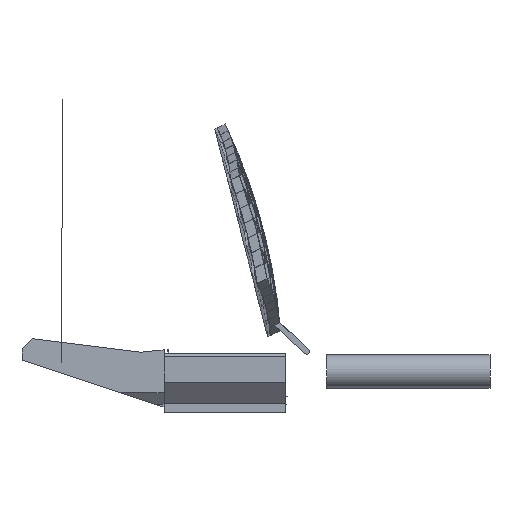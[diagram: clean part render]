
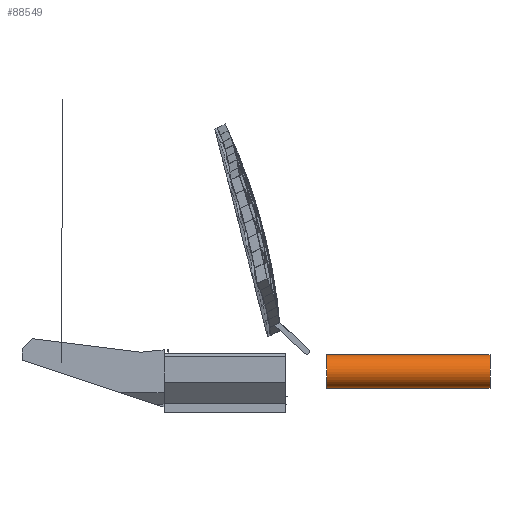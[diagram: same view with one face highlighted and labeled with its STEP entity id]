
A CAD part, left-side view. The second image highlights one B-rep face of the part: STEP entity #88549.
In plain terms, the highlighted cylindrical face has radius 731.567 mm (diameter 1463.13 mm), a partial arc.
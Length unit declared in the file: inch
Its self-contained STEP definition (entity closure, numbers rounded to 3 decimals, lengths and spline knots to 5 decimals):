
#2204 = DIRECTION ( 'NONE',  ( 0., 0., -1. ) ) ;
#24855 = CARTESIAN_POINT ( 'NONE',  ( 0., 279.52756, 0. ) ) ;
#36770 = CYLINDRICAL_SURFACE ( 'NONE', #280473, 28.80186 ) ;
#56715 = VERTEX_POINT ( 'NONE', #223047 ) ;
#65240 = DIRECTION ( 'NONE',  ( 0., -1., 0. ) ) ;
#68750 = CIRCLE ( 'NONE', #316574, 28.80186 ) ;
#78782 = EDGE_CURVE ( 'NONE', #56715, #137504, #68750, .T. ) ;
#78920 = EDGE_CURVE ( 'NONE', #300484, #315515, #187838, .T. ) ;
#88549 = ADVANCED_FACE ( 'NONE', ( #263217 ), #36770, .T. ) ;
#96609 = CARTESIAN_POINT ( 'NONE',  ( 0., 279.52756, 0. ) ) ;
#100250 = LINE ( 'NONE', #269634, #299781 ) ;
#113727 = EDGE_CURVE ( 'NONE', #56715, #300484, #100250, .T. ) ;
#127511 = ORIENTED_EDGE ( 'NONE', *, *, #78782, .T. ) ;
#135060 = LINE ( 'NONE', #314238, #219505 ) ;
#137504 = VERTEX_POINT ( 'NONE', #252119 ) ;
#166671 = CARTESIAN_POINT ( 'NONE',  ( 0., 0., 0. ) ) ;
#187838 = CIRCLE ( 'NONE', #197254, 28.80186 ) ;
#189440 = ORIENTED_EDGE ( 'NONE', *, *, #78920, .F. ) ;
#191312 = CARTESIAN_POINT ( 'NONE',  ( 0., 279.52756, 28.80186 ) ) ;
#194626 = DIRECTION ( 'NONE',  ( 0., 1., 0. ) ) ;
#196197 = ORIENTED_EDGE ( 'NONE', *, *, #303749, .F. ) ;
#197254 = AXIS2_PLACEMENT_3D ( 'NONE', #96609, #295117, #268380 ) ;
#205634 = EDGE_LOOP ( 'NONE', ( #196197, #189440, #305415, #127511 ) ) ;
#211647 = DIRECTION ( 'NONE',  ( 0., 0., -1. ) ) ;
#219505 = VECTOR ( 'NONE', #65240, 39.37008 ) ;
#223047 = CARTESIAN_POINT ( 'NONE',  ( 0., 0., -28.80186 ) ) ;
#237383 = DIRECTION ( 'NONE',  ( 0., 1., 0. ) ) ;
#252119 = CARTESIAN_POINT ( 'NONE',  ( 0., 0., 28.80186 ) ) ;
#263217 = FACE_OUTER_BOUND ( 'NONE', #205634, .T. ) ;
#268380 = DIRECTION ( 'NONE',  ( 0., 0., -1. ) ) ;
#269634 = CARTESIAN_POINT ( 'NONE',  ( 0., 279.52756, -28.80186 ) ) ;
#272865 = DIRECTION ( 'NONE',  ( 0., -1., 0. ) ) ;
#280473 = AXIS2_PLACEMENT_3D ( 'NONE', #24855, #272865, #2204 ) ;
#282830 = CARTESIAN_POINT ( 'NONE',  ( 0., 279.52756, -28.80186 ) ) ;
#295117 = DIRECTION ( 'NONE',  ( 0., 1., 0. ) ) ;
#299781 = VECTOR ( 'NONE', #194626, 39.37008 ) ;
#300484 = VERTEX_POINT ( 'NONE', #282830 ) ;
#303749 = EDGE_CURVE ( 'NONE', #315515, #137504, #135060, .T. ) ;
#305415 = ORIENTED_EDGE ( 'NONE', *, *, #113727, .F. ) ;
#314238 = CARTESIAN_POINT ( 'NONE',  ( 0., 279.52756, 28.80186 ) ) ;
#315515 = VERTEX_POINT ( 'NONE', #191312 ) ;
#316574 = AXIS2_PLACEMENT_3D ( 'NONE', #166671, #237383, #211647 ) ;
